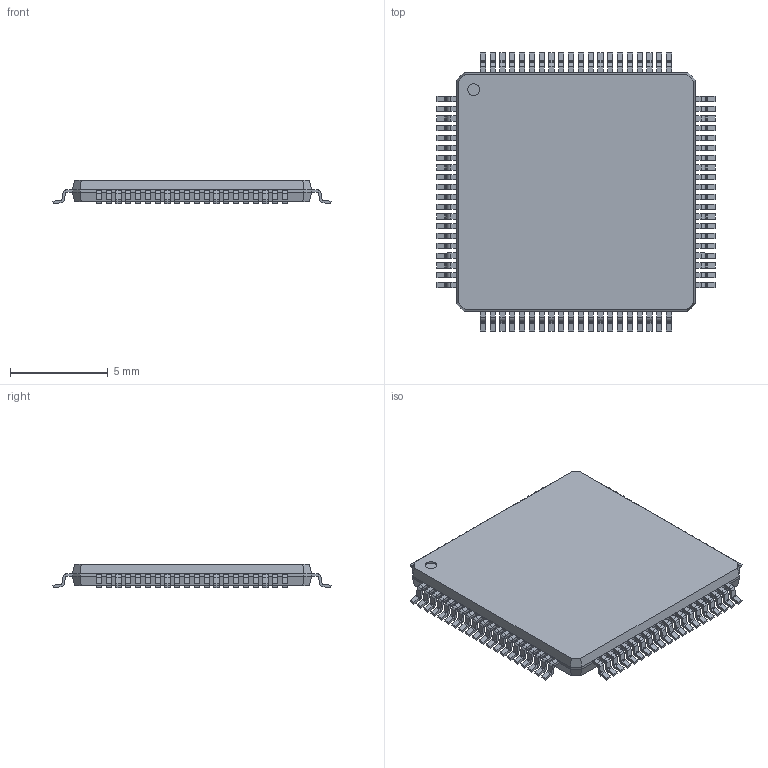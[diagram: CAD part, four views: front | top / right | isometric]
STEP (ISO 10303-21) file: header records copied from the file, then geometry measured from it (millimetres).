
FILE_DESCRIPTION((''),'2;1');
FILE_NAME('QFP50P1400X1400X120-80N.stp','2009-12-07T18:15:15',(''),(''),'Mechanical Desktop 2006','Mechanical Desktop 2006',', , ');
FILE_SCHEMA(('AUTOMOTIVE_DESIGN { 1 2 10303 214 0 1 1 1 }'));
Length unit declared in the file: millimetre
Products named in the file (1): Product
Bounding box: 14.2 x 14.2 x 1.2 mm (x, y, z)
Volume: 164.9 mm3; surface area: 434.7 mm2
Topology: 81 solids, 81 shells, 1469 faces, 3902 edges, 2596 vertices
Faces by surface type: bspline 720, plane 427, cylinder 322
Entity records: 50004 total; most frequent: CARTESIAN_POINT 14608, ORIENTED_EDGE 7804, DIRECTION 6686, EDGE_CURVE 3902, VECTOR 2618, LINE 2618, VERTEX_POINT 2596, AXIS2_PLACEMENT_3D 2034
